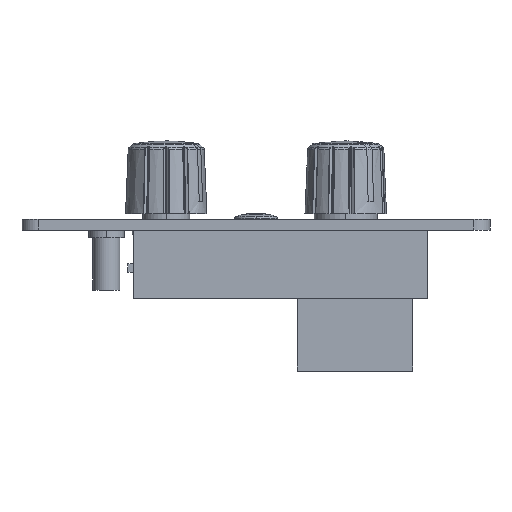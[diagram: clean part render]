
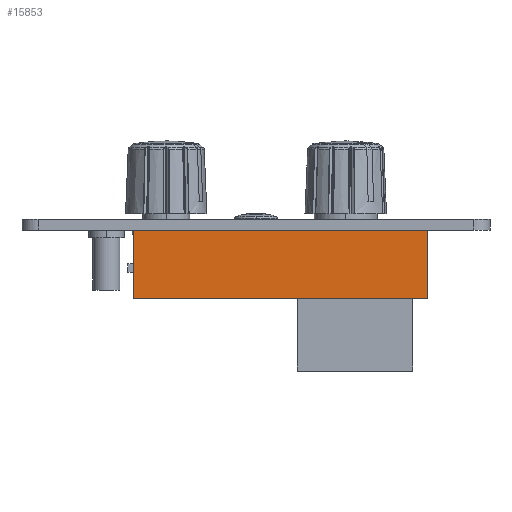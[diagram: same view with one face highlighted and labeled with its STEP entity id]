
A CAD part, left-side view. The second image highlights one B-rep face of the part: STEP entity #15853.
In plain terms, the highlighted planar face has unit normal (-1, 0, 0).
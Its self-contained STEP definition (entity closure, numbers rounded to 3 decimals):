
#176 = DIRECTION ( 'NONE',  ( 0., 0., -1. ) ) ;
#441 = DIRECTION ( 'NONE',  ( 1., 0., 0. ) ) ;
#1285 = CARTESIAN_POINT ( 'NONE',  ( -23.5, -31.5, 0. ) ) ;
#1635 = LINE ( 'NONE', #17837, #23608 ) ;
#1988 = ORIENTED_EDGE ( 'NONE', *, *, #15891, .T. ) ;
#2528 = EDGE_CURVE ( 'NONE', #9289, #24628, #20574, .T. ) ;
#2943 = CARTESIAN_POINT ( 'NONE',  ( -23.5, 22.54, -12.5 ) ) ;
#3272 = EDGE_LOOP ( 'NONE', ( #17900, #23249, #1988, #7743 ) ) ;
#3794 = VECTOR ( 'NONE', #7371, 1000. ) ;
#4440 = LINE ( 'NONE', #12543, #22586 ) ;
#5525 = CARTESIAN_POINT ( 'NONE',  ( -23.5, 22.54, 0. ) ) ;
#7371 = DIRECTION ( 'NONE',  ( 0., 1., 0. ) ) ;
#7719 = AXIS2_PLACEMENT_3D ( 'NONE', #24372, #441, #176 ) ;
#7743 = ORIENTED_EDGE ( 'NONE', *, *, #2528, .T. ) ;
#8165 = FACE_OUTER_BOUND ( 'NONE', #3272, .T. ) ;
#8993 = EDGE_CURVE ( 'NONE', #9452, #11854, #1635, .T. ) ;
#9289 = VERTEX_POINT ( 'NONE', #19595 ) ;
#9452 = VERTEX_POINT ( 'NONE', #2943 ) ;
#10464 = CARTESIAN_POINT ( 'NONE',  ( -23.5, -31.5, -84.119 ) ) ;
#11697 = CARTESIAN_POINT ( 'NONE',  ( -23.5, 22.54, 0. ) ) ;
#11854 = VERTEX_POINT ( 'NONE', #11697 ) ;
#12543 = CARTESIAN_POINT ( 'NONE',  ( -23.5, 22.54, -12.5 ) ) ;
#13183 = EDGE_CURVE ( 'NONE', #24628, #11854, #25300, .T. ) ;
#14568 = VECTOR ( 'NONE', #18182, 1000. ) ;
#15853 = ADVANCED_FACE ( 'NONE', ( #8165 ), #16267, .F. ) ;
#15891 = EDGE_CURVE ( 'NONE', #9452, #9289, #4440, .T. ) ;
#16267 = PLANE ( 'NONE',  #7719 ) ;
#17837 = CARTESIAN_POINT ( 'NONE',  ( -23.5, 22.54, -84.119 ) ) ;
#17900 = ORIENTED_EDGE ( 'NONE', *, *, #13183, .T. ) ;
#18182 = DIRECTION ( 'NONE',  ( 0., 0., 1. ) ) ;
#19595 = CARTESIAN_POINT ( 'NONE',  ( -23.5, -31.5, -12.5 ) ) ;
#20574 = LINE ( 'NONE', #10464, #14568 ) ;
#20653 = DIRECTION ( 'NONE',  ( 0., -1., 0. ) ) ;
#22586 = VECTOR ( 'NONE', #20653, 1000. ) ;
#23249 = ORIENTED_EDGE ( 'NONE', *, *, #8993, .F. ) ;
#23608 = VECTOR ( 'NONE', #25791, 1000. ) ;
#24372 = CARTESIAN_POINT ( 'NONE',  ( -23.5, 22.54, -84.119 ) ) ;
#24628 = VERTEX_POINT ( 'NONE', #1285 ) ;
#25300 = LINE ( 'NONE', #5525, #3794 ) ;
#25791 = DIRECTION ( 'NONE',  ( 0., 0., 1. ) ) ;
